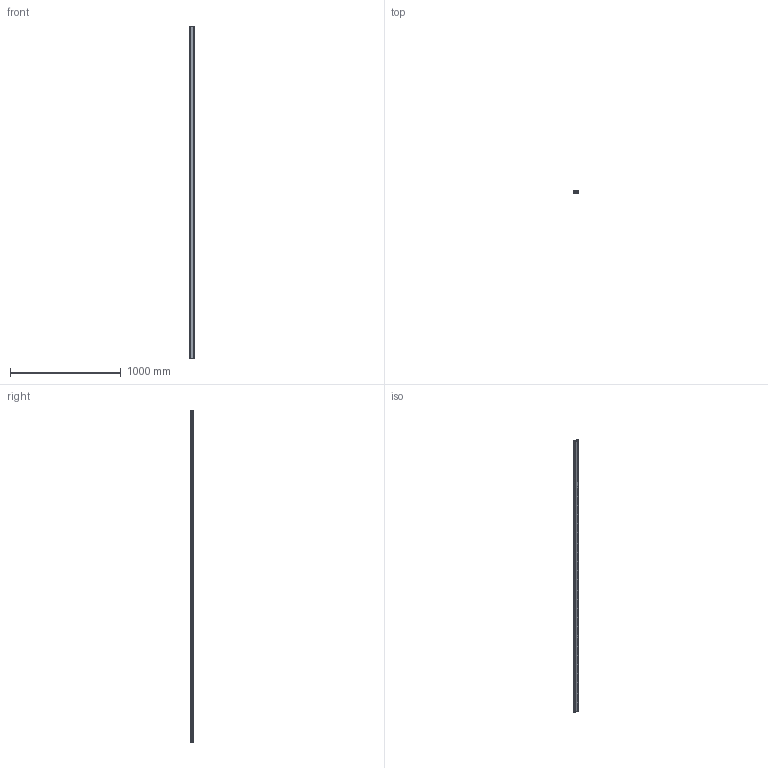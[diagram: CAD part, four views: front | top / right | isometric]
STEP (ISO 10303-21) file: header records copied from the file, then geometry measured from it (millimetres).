
FILE_DESCRIPTION (( 'STEP AP203' ), '1' );
FILE_NAME ('6992.step', '2021-12-22T10:30:53', ( '' ), ( '' ), 'SwSTEP 2.0', 'SolidWorks 2018', '' );
FILE_SCHEMA (( 'CONFIG_CONTROL_DESIGN' ));
Products named in the file (2): 6992
Bounding box: 40 x 20 x 3000 mm (x, y, z)
Volume: 642435.4 mm3; surface area: 648429.3 mm2
Topology: 1 solids, 1 shells, 2390 faces, 5906 edges, 3536 vertices
Faces by surface type: cylinder 1106, torus 1104, plane 99, bspline 81
Entity records: 139253 total; most frequent: CARTESIAN_POINT 90305, ORIENTED_EDGE 11812, DIRECTION 7182, EDGE_CURVE 5906, VERTEX_POINT 3536, B_SPLINE_CURVE_WITH_KNOTS 3366, VECTOR 2520, LINE 2520
